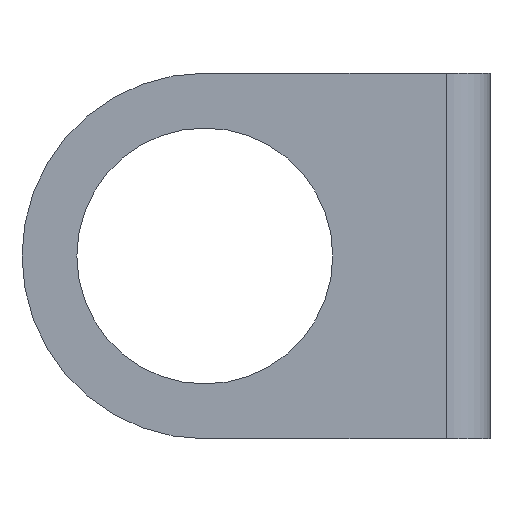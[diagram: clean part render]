
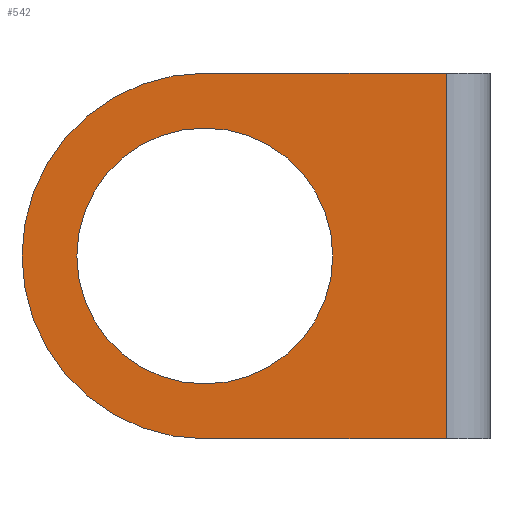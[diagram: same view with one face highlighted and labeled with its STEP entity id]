
A CAD part, left-side view. The second image highlights one B-rep face of the part: STEP entity #542.
In plain terms, the highlighted planar face has unit normal (-1, 0, 0).
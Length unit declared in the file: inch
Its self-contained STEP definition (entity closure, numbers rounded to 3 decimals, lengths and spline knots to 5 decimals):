
#168=DIRECTION('',(0.,1.,0.));
#169=VECTOR('',#168,0.825);
#170=CARTESIAN_POINT('',(-0.1,0.15,0.63));
#171=LINE('',#170,#169);
#181=DIRECTION('',(0.,0.,1.));
#182=VECTOR('',#181,1.25);
#183=CARTESIAN_POINT('',(-0.1,0.15,-0.62));
#184=LINE('',#183,#182);
#190=CARTESIAN_POINT('',(-0.1,0.975,0.005));
#191=DIRECTION('',(-1.,0.,0.));
#192=DIRECTION('',(0.,0.,1.));
#193=AXIS2_PLACEMENT_3D('',#190,#191,#192);
#195=DIRECTION('',(0.,1.,0.));
#196=VECTOR('',#195,0.825);
#197=CARTESIAN_POINT('',(-0.1,0.15,-0.62));
#198=LINE('',#197,#196);
#199=CARTESIAN_POINT('',(-0.1,0.975,0.005));
#200=DIRECTION('',(1.,0.,0.));
#201=DIRECTION('',(0.,0.,1.));
#202=AXIS2_PLACEMENT_3D('',#199,#200,#201);
#204=CARTESIAN_POINT('',(-0.1,0.975,0.005));
#205=DIRECTION('',(1.,0.,0.));
#206=DIRECTION('',(0.,0.,-1.));
#207=AXIS2_PLACEMENT_3D('',#204,#205,#206);
#281=CARTESIAN_POINT('',(-0.1,0.975,0.4425));
#282=CARTESIAN_POINT('',(-0.1,0.975,-0.4325));
#283=VERTEX_POINT('',#281);
#284=VERTEX_POINT('',#282);
#301=CARTESIAN_POINT('',(-0.1,0.15,-0.62));
#302=CARTESIAN_POINT('',(-0.1,0.15,0.63));
#303=VERTEX_POINT('',#301);
#304=VERTEX_POINT('',#302);
#309=CARTESIAN_POINT('',(-0.1,0.975,0.63));
#310=VERTEX_POINT('',#309);
#311=CARTESIAN_POINT('',(-0.1,0.975,-0.62));
#312=VERTEX_POINT('',#311);
#525=CARTESIAN_POINT('',(-0.1,0.,-0.62));
#526=DIRECTION('',(-1.,0.,0.));
#527=DIRECTION('',(0.,0.,1.));
#528=AXIS2_PLACEMENT_3D('',#525,#526,#527);
#529=PLANE('',#528);
#530=ORIENTED_EDGE('',*,*,#381,.F.);
#531=ORIENTED_EDGE('',*,*,#507,.F.);
#532=ORIENTED_EDGE('',*,*,#519,.F.);
#533=ORIENTED_EDGE('',*,*,#356,.T.);
#534=EDGE_LOOP('',(#530,#531,#532,#533));
#535=FACE_OUTER_BOUND('',#534,.F.);
#537=ORIENTED_EDGE('',*,*,#536,.F.);
#539=ORIENTED_EDGE('',*,*,#538,.F.);
#540=EDGE_LOOP('',(#537,#539));
#541=FACE_BOUND('',#540,.F.);
#542=ADVANCED_FACE('',(#535,#541),#529,.T.);
#194=CIRCLE('',#193,0.625);
#203=CIRCLE('',#202,0.4375);
#208=CIRCLE('',#207,0.4375);
#356=EDGE_CURVE('',#303,#312,#198,.T.);
#381=EDGE_CURVE('',#310,#312,#194,.T.);
#507=EDGE_CURVE('',#304,#310,#171,.T.);
#519=EDGE_CURVE('',#303,#304,#184,.T.);
#536=EDGE_CURVE('',#283,#284,#203,.T.);
#538=EDGE_CURVE('',#284,#283,#208,.T.);
